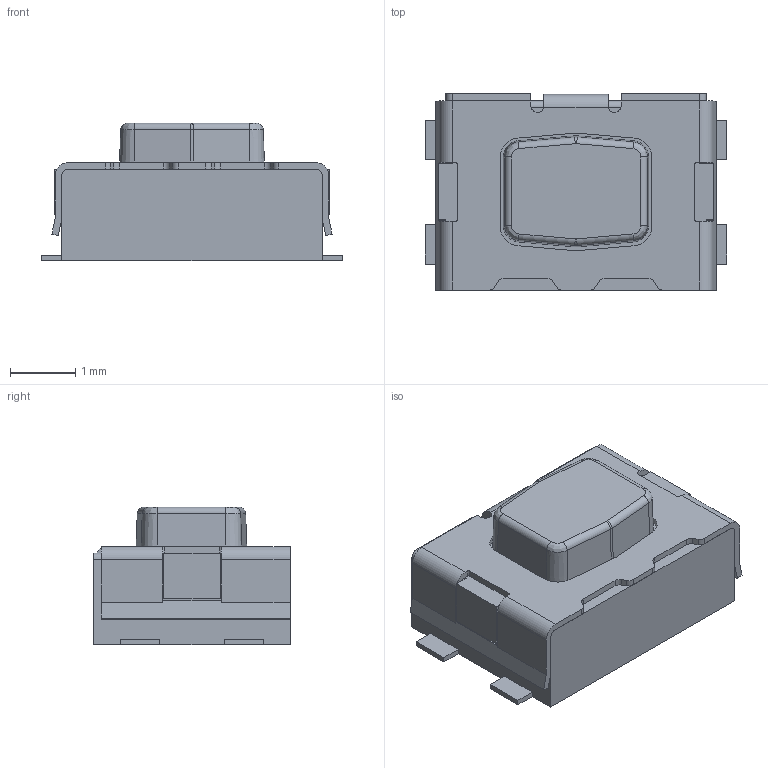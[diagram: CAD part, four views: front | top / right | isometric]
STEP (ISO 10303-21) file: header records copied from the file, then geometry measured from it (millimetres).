
FILE_DESCRIPTION (( 'STEP AP214' ), '1' );
FILE_NAME ('User Library-Switch-CK-KMR2.STEP', '2017-07-15T13:43:06', ( 'Windows User' ), ( '' ), 'SwSTEP 2.0', 'SolidWorks 2017', '' );
FILE_SCHEMA (( 'AUTOMOTIVE_DESIGN' ));
Length unit declared in the file: millimetre
Products named in the file (5): User Library-Switch-CK-KMR2_Button; User Library-Switch-CK-KMR2; User Library-Switch-CK-KMR2_Pads; User Library-Switch-CK-KMR2_Tole; User Library-Switch-CK-KMR2_Boitier
Assembly tree (4 placements, depth 2):
  User Library-Switch-CK-KMR2
    User Library-Switch-CK-KMR2_Button
    User Library-Switch-CK-KMR2_Boitier
    User Library-Switch-CK-KMR2_Tole
    User Library-Switch-CK-KMR2_Pads
Bounding box: 4.6 x 3 x 2.1 mm (x, y, z)
Volume: 20.3 mm3; surface area: 86.6 mm2
Topology: 7 solids, 7 shells, 153 faces, 417 edges, 274 vertices
Faces by surface type: plane 100, cylinder 41, cone 6, bspline 6
Entity records: 6799 total; most frequent: CARTESIAN_POINT 971, ORIENTED_EDGE 834, DIRECTION 809, EDGE_CURVE 417, VECTOR 313, LINE 313, VERTEX_POINT 274, AXIS2_PLACEMENT_3D 248
